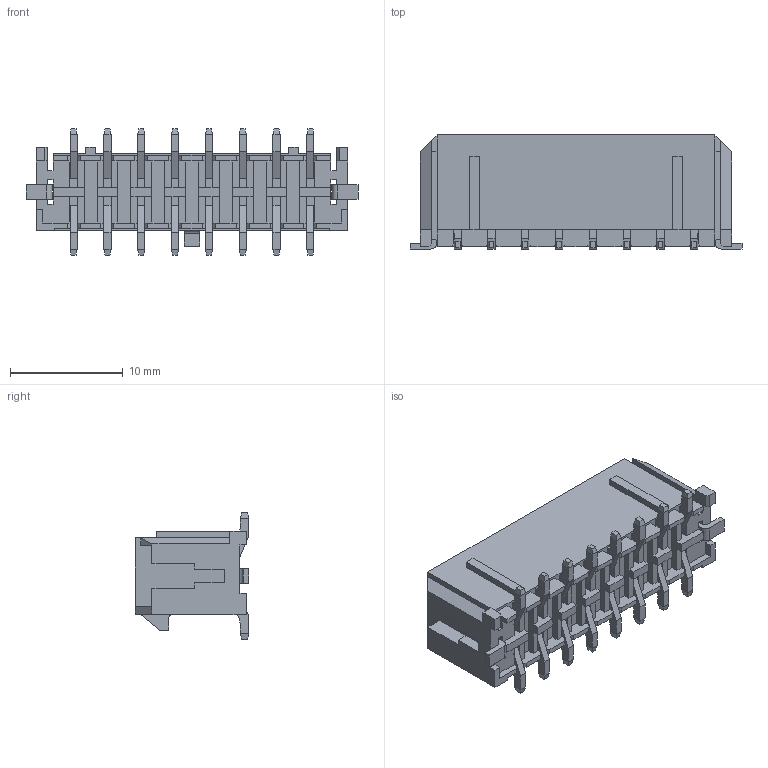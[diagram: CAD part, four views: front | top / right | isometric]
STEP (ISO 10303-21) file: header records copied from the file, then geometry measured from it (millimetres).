
FILE_DESCRIPTION((''),'2;1');
FILE_NAME('FWF30016-D18','2025-02-28T',('工程三'),(''),'PRO/ENGINEER BY PARAMETRIC TECHNOLOGY CORPORATION, 2010280','PRO/ENGINEER BY PARAMETRIC TECHNOLOGY CORPORATION, 2010280','');
FILE_SCHEMA(('CONFIG_CONTROL_DESIGN'));
Length unit declared in the file: millimetre
Products named in the file (1): FWF30016-D18
Bounding box: 29.45 x 10.11 x 11.2 mm (x, y, z)
Volume: 961.7 mm3; surface area: 2923.9 mm2
Topology: 1 solids, 1 shells, 751 faces, 1972 edges, 1268 vertices
Faces by surface type: plane 730, cylinder 21
Entity records: 22534 total; most frequent: CARTESIAN_POINT 3991, ORIENTED_EDGE 3944, DIRECTION 3516, EDGE_CURVE 1972, VECTOR 1930, LINE 1930, VERTEX_POINT 1268, EDGE_LOOP 800
